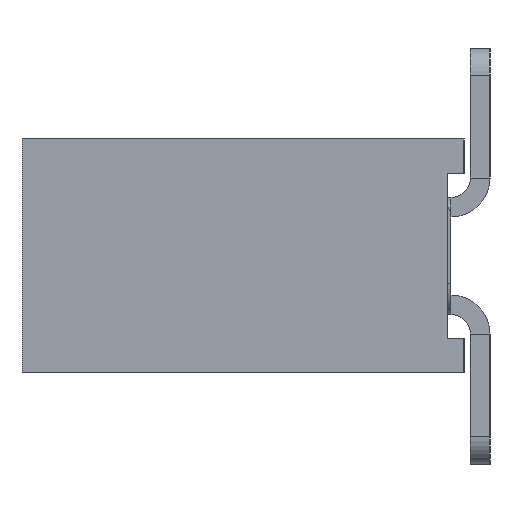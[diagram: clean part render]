
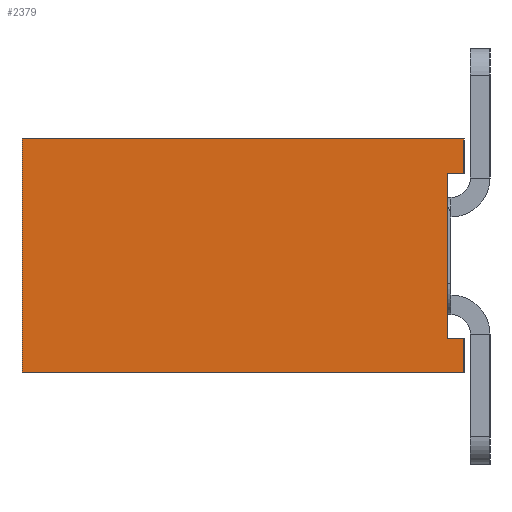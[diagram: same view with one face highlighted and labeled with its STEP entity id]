
A CAD part, left-side view. The second image highlights one B-rep face of the part: STEP entity #2379.
In plain terms, the highlighted planar face has unit normal (-1, 0, 0).
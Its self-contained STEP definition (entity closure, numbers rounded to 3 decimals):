
#13=DIRECTION('',(0.,0.,1.));
#14=VECTOR('',#13,0.265);
#15=CARTESIAN_POINT('',(-5.28,0.,-0.9));
#16=LINE('',#15,#14);
#42=DIRECTION('',(0.,0.,1.));
#43=VECTOR('',#42,0.265);
#44=CARTESIAN_POINT('',(-5.28,0.,0.635));
#45=LINE('',#44,#43);
#70=DIRECTION('',(0.,1.,0.));
#71=VECTOR('',#70,0.125);
#72=CARTESIAN_POINT('',(-5.28,0.,-0.635));
#73=LINE('',#72,#71);
#77=DIRECTION('',(0.,1.,0.));
#78=VECTOR('',#77,3.4);
#79=CARTESIAN_POINT('',(-5.28,0.,-0.9));
#80=LINE('',#79,#78);
#84=DIRECTION('',(0.,1.,0.));
#85=VECTOR('',#84,0.125);
#86=CARTESIAN_POINT('',(-5.28,0.,0.635));
#87=LINE('',#86,#85);
#91=DIRECTION('',(0.,0.,-1.));
#92=VECTOR('',#91,1.27);
#93=CARTESIAN_POINT('',(-5.28,0.125,0.635));
#94=LINE('',#93,#92);
#140=DIRECTION('',(0.,1.,0.));
#141=VECTOR('',#140,3.4);
#142=CARTESIAN_POINT('',(-5.28,0.,0.9));
#143=LINE('',#142,#141);
#168=DIRECTION('',(0.,0.,1.));
#169=VECTOR('',#168,1.8);
#170=CARTESIAN_POINT('',(-5.28,3.4,-0.9));
#171=LINE('',#170,#169);
#1975=CARTESIAN_POINT('',(-5.28,0.,-0.9));
#1977=VERTEX_POINT('',#1975);
#1978=CARTESIAN_POINT('',(-5.28,0.,0.9));
#1980=VERTEX_POINT('',#1978);
#1983=CARTESIAN_POINT('',(-5.28,3.4,-0.9));
#1985=VERTEX_POINT('',#1983);
#1986=CARTESIAN_POINT('',(-5.28,3.4,0.9));
#1987=VERTEX_POINT('',#1986);
#2022=CARTESIAN_POINT('',(-5.28,0.,-0.635));
#2023=CARTESIAN_POINT('',(-5.28,0.125,-0.635));
#2024=VERTEX_POINT('',#2022);
#2025=VERTEX_POINT('',#2023);
#2026=CARTESIAN_POINT('',(-5.28,0.,0.635));
#2027=CARTESIAN_POINT('',(-5.28,0.125,0.635));
#2028=VERTEX_POINT('',#2026);
#2029=VERTEX_POINT('',#2027);
#2358=CARTESIAN_POINT('',(-5.28,0.,-0.9));
#2359=DIRECTION('',(-1.,0.,0.));
#2360=DIRECTION('',(0.,0.,1.));
#2361=AXIS2_PLACEMENT_3D('',#2358,#2359,#2360);
#2362=PLANE('',#2361);
#2364=ORIENTED_EDGE('',*,*,#2363,.F.);
#2365=ORIENTED_EDGE('',*,*,#2331,.F.);
#2367=ORIENTED_EDGE('',*,*,#2366,.T.);
#2369=ORIENTED_EDGE('',*,*,#2368,.T.);
#2371=ORIENTED_EDGE('',*,*,#2370,.F.);
#2372=ORIENTED_EDGE('',*,*,#2347,.F.);
#2374=ORIENTED_EDGE('',*,*,#2373,.T.);
#2376=ORIENTED_EDGE('',*,*,#2375,.T.);
#2377=EDGE_LOOP('',(#2364,#2365,#2367,#2369,#2371,#2372,#2374,#2376));
#2378=FACE_OUTER_BOUND('',#2377,.F.);
#2379=ADVANCED_FACE('',(#2378),#2362,.T.);
#2331=EDGE_CURVE('',#1977,#2024,#16,.T.);
#2347=EDGE_CURVE('',#2028,#1980,#45,.T.);
#2363=EDGE_CURVE('',#2024,#2025,#73,.T.);
#2366=EDGE_CURVE('',#1977,#1985,#80,.T.);
#2368=EDGE_CURVE('',#1985,#1987,#171,.T.);
#2370=EDGE_CURVE('',#1980,#1987,#143,.T.);
#2373=EDGE_CURVE('',#2028,#2029,#87,.T.);
#2375=EDGE_CURVE('',#2029,#2025,#94,.T.);
